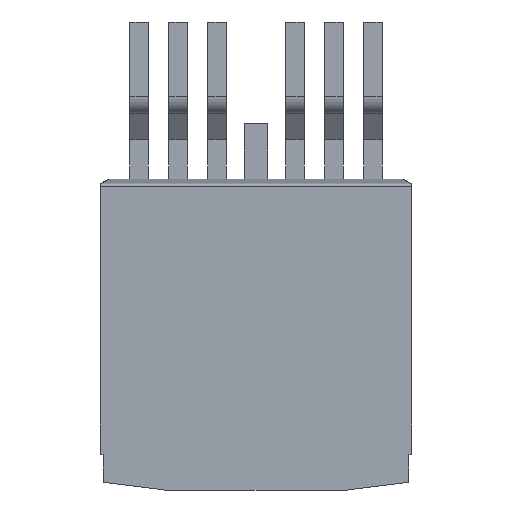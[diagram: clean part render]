
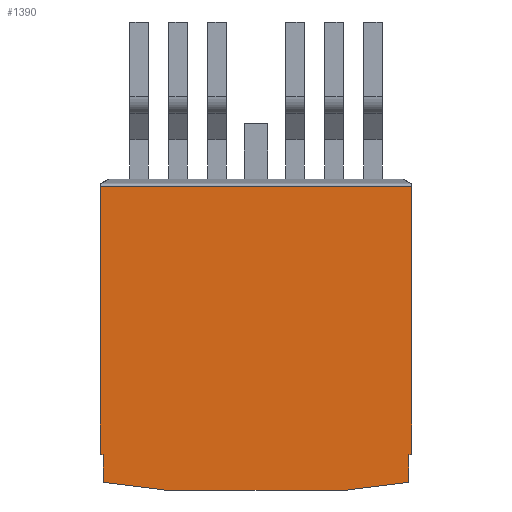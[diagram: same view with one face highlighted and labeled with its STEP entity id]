
A CAD part, front view. The second image highlights one B-rep face of the part: STEP entity #1390.
In plain terms, the highlighted planar face has unit normal (0, -1, 0).
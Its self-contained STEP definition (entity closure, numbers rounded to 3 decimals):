
#45 = ORIENTED_EDGE ( 'NONE', *, *, #4806, .T. ) ;
#62 = DIRECTION ( 'NONE',  ( 0., 1., 0. ) ) ;
#147 = DIRECTION ( 'NONE',  ( 0., 0., -1. ) ) ;
#181 = EDGE_CURVE ( 'NONE', #2764, #1483, #4013, .T. ) ;
#327 = ORIENTED_EDGE ( 'NONE', *, *, #4744, .F. ) ;
#399 = ORIENTED_EDGE ( 'NONE', *, *, #4565, .F. ) ;
#440 = CARTESIAN_POINT ( 'NONE',  ( 5.08, 0.1, -8.98 ) ) ;
#445 = DIRECTION ( 'NONE',  ( -1., 0., 0. ) ) ;
#450 = ORIENTED_EDGE ( 'NONE', *, *, #3987, .T. ) ;
#482 = CARTESIAN_POINT ( 'NONE',  ( 5.019, 0.1, -8.98 ) ) ;
#491 = ORIENTED_EDGE ( 'NONE', *, *, #4030, .F. ) ;
#577 = CARTESIAN_POINT ( 'NONE',  ( -4.98, 0.1, -8.98 ) ) ;
#620 = LINE ( 'NONE', #1670, #797 ) ;
#725 = VECTOR ( 'NONE', #1528, 1000. ) ;
#734 = CARTESIAN_POINT ( 'NONE',  ( 5.08, 0.1, -8.959 ) ) ;
#736 = EDGE_CURVE ( 'NONE', #2476, #3152, #856, .T. ) ;
#797 = VECTOR ( 'NONE', #2454, 1000. ) ;
#844 = DIRECTION ( 'NONE',  ( 0., 0., 1. ) ) ;
#856 = LINE ( 'NONE', #3446, #1191 ) ;
#1030 = EDGE_CURVE ( 'NONE', #4086, #3152, #3757, .T. ) ;
#1191 = VECTOR ( 'NONE', #4579, 1000. ) ;
#1244 = CARTESIAN_POINT ( 'NONE',  ( -5.041, 0.1, -8.98 ) ) ;
#1344 = DIRECTION ( 'NONE',  ( 0., 0., 1. ) ) ;
#1390 = ADVANCED_FACE ( 'NONE', ( #2730 ), #3972, .F. ) ;
#1401 = CARTESIAN_POINT ( 'NONE',  ( -5.08, 0.1, 0. ) ) ;
#1433 = VERTEX_POINT ( 'NONE', #1621 ) ;
#1448 = EDGE_CURVE ( 'NONE', #2979, #1433, #2716, .T. ) ;
#1481 = VECTOR ( 'NONE', #445, 1000. ) ;
#1483 = VERTEX_POINT ( 'NONE', #4010 ) ;
#1528 = DIRECTION ( 'NONE',  ( -1., 0., 0. ) ) ;
#1621 = CARTESIAN_POINT ( 'NONE',  ( -5.019, 0.1, -8.98 ) ) ;
#1670 = CARTESIAN_POINT ( 'NONE',  ( 4.98, 0.1, -9.88 ) ) ;
#1703 = DIRECTION ( 'NONE',  ( -1., 0., 0. ) ) ;
#1725 = CARTESIAN_POINT ( 'NONE',  ( 5.08, 0.1, -8.959 ) ) ;
#1812 = ORIENTED_EDGE ( 'NONE', *, *, #1448, .T. ) ;
#1872 = AXIS2_PLACEMENT_3D ( 'NONE', #3647, #62, #844 ) ;
#1969 = ORIENTED_EDGE ( 'NONE', *, *, #2531, .F. ) ;
#1983 = CARTESIAN_POINT ( 'NONE',  ( -4.98, 0.1, -9.88 ) ) ;
#2001 = VECTOR ( 'NONE', #2415, 1000. ) ;
#2034 = CARTESIAN_POINT ( 'NONE',  ( -5.062, 0.1, -8.973 ) ) ;
#2070 = CARTESIAN_POINT ( 'NONE',  ( 4.98, 0.1, -9.88 ) ) ;
#2120 = CARTESIAN_POINT ( 'NONE',  ( -5.08, 0.1, -0.239 ) ) ;
#2126 = EDGE_LOOP ( 'NONE', ( #45, #1812, #327, #3910, #399, #491, #3976, #2575, #1969, #2571, #3038, #450 ) ) ;
#2151 = LINE ( 'NONE', #2348, #1481 ) ;
#2207 = CARTESIAN_POINT ( 'NONE',  ( 5.08, 0.1, -8.98 ) ) ;
#2348 = CARTESIAN_POINT ( 'NONE',  ( -2.98, 0.1, -10.13 ) ) ;
#2415 = DIRECTION ( 'NONE',  ( 0., 0., -1. ) ) ;
#2440 = CARTESIAN_POINT ( 'NONE',  ( -5.08, 0.1, -8.959 ) ) ;
#2454 = DIRECTION ( 'NONE',  ( -0.992, 0., -0.124 ) ) ;
#2468 = CARTESIAN_POINT ( 'NONE',  ( -5.019, 0.1, -8.98 ) ) ;
#2476 = VERTEX_POINT ( 'NONE', #2767 ) ;
#2505 = LINE ( 'NONE', #440, #4814 ) ;
#2513 = LINE ( 'NONE', #3933, #3964 ) ;
#2531 = EDGE_CURVE ( 'NONE', #4086, #2878, #4931, .T. ) ;
#2571 = ORIENTED_EDGE ( 'NONE', *, *, #1030, .T. ) ;
#2575 = ORIENTED_EDGE ( 'NONE', *, *, #2793, .F. ) ;
#2716 =( BOUNDED_CURVE ( )  B_SPLINE_CURVE ( 3, ( #2440, #2034, #1244, #2468 ),
 .UNSPECIFIED., .F., .F. ) 
 B_SPLINE_CURVE_WITH_KNOTS ( ( 4, 4 ),
 ( 0.912, 1.571 ),
 .UNSPECIFIED. ) 
 CURVE ( )  GEOMETRIC_REPRESENTATION_ITEM ( )  RATIONAL_B_SPLINE_CURVE ( ( 1., 0.964, 0.964, 1. ) ) 
 REPRESENTATION_ITEM ( '' )  );
#2730 = FACE_OUTER_BOUND ( 'NONE', #2126, .T. ) ;
#2764 = VERTEX_POINT ( 'NONE', #1983 ) ;
#2767 = CARTESIAN_POINT ( 'NONE',  ( 5.08, 0.1, -0.239 ) ) ;
#2793 = EDGE_CURVE ( 'NONE', #2878, #3526, #3888, .T. ) ;
#2878 = VERTEX_POINT ( 'NONE', #2891 ) ;
#2891 = CARTESIAN_POINT ( 'NONE',  ( 4.98, 0.1, -8.98 ) ) ;
#2893 = CARTESIAN_POINT ( 'NONE',  ( 5.019, 0.1, -8.98 ) ) ;
#2935 = VERTEX_POINT ( 'NONE', #3402 ) ;
#2979 = VERTEX_POINT ( 'NONE', #3384 ) ;
#2982 = VECTOR ( 'NONE', #1344, 1000. ) ;
#3038 = ORIENTED_EDGE ( 'NONE', *, *, #736, .F. ) ;
#3152 = VERTEX_POINT ( 'NONE', #734 ) ;
#3170 = VECTOR ( 'NONE', #147, 1000. ) ;
#3384 = CARTESIAN_POINT ( 'NONE',  ( -5.08, 0.1, -8.959 ) ) ;
#3402 = CARTESIAN_POINT ( 'NONE',  ( -2.98, 0.1, -10.13 ) ) ;
#3446 = CARTESIAN_POINT ( 'NONE',  ( 5.08, 0.1, 0. ) ) ;
#3473 = EDGE_CURVE ( 'NONE', #3526, #3538, #620, .T. ) ;
#3526 = VERTEX_POINT ( 'NONE', #2070 ) ;
#3538 = VERTEX_POINT ( 'NONE', #4368 ) ;
#3628 = VERTEX_POINT ( 'NONE', #2120 ) ;
#3647 = CARTESIAN_POINT ( 'NONE',  ( 5.08, 0.1, 0. ) ) ;
#3752 = DIRECTION ( 'NONE',  ( -1., 0., 0. ) ) ;
#3757 =( BOUNDED_CURVE ( )  B_SPLINE_CURVE ( 3, ( #2893, #4015, #4060, #1725 ),
 .UNSPECIFIED., .F., .F. ) 
 B_SPLINE_CURVE_WITH_KNOTS ( ( 4, 4 ),
 ( 4.712, 5.371 ),
 .UNSPECIFIED. ) 
 CURVE ( )  GEOMETRIC_REPRESENTATION_ITEM ( )  RATIONAL_B_SPLINE_CURVE ( ( 1., 0.964, 0.964, 1. ) ) 
 REPRESENTATION_ITEM ( '' )  );
#3812 = LINE ( 'NONE', #3838, #725 ) ;
#3838 = CARTESIAN_POINT ( 'NONE',  ( -5.08, 0.1, -0.239 ) ) ;
#3888 = LINE ( 'NONE', #4387, #2001 ) ;
#3892 = VECTOR ( 'NONE', #3752, 1000. ) ;
#3910 = ORIENTED_EDGE ( 'NONE', *, *, #181, .F. ) ;
#3933 = CARTESIAN_POINT ( 'NONE',  ( -4.98, 0.1, -9.88 ) ) ;
#3964 = VECTOR ( 'NONE', #5109, 1000. ) ;
#3972 = PLANE ( 'NONE',  #1872 ) ;
#3976 = ORIENTED_EDGE ( 'NONE', *, *, #3473, .F. ) ;
#3987 = EDGE_CURVE ( 'NONE', #2476, #3628, #3812, .T. ) ;
#4010 = CARTESIAN_POINT ( 'NONE',  ( -4.98, 0.1, -8.98 ) ) ;
#4013 = LINE ( 'NONE', #577, #2982 ) ;
#4015 = CARTESIAN_POINT ( 'NONE',  ( 5.041, 0.1, -8.98 ) ) ;
#4030 = EDGE_CURVE ( 'NONE', #3538, #2935, #2151, .T. ) ;
#4060 = CARTESIAN_POINT ( 'NONE',  ( 5.062, 0.1, -8.973 ) ) ;
#4086 = VERTEX_POINT ( 'NONE', #482 ) ;
#4368 = CARTESIAN_POINT ( 'NONE',  ( 2.98, 0.1, -10.13 ) ) ;
#4387 = CARTESIAN_POINT ( 'NONE',  ( 4.98, 0.1, -8.98 ) ) ;
#4565 = EDGE_CURVE ( 'NONE', #2935, #2764, #2513, .T. ) ;
#4579 = DIRECTION ( 'NONE',  ( 0., 0., -1. ) ) ;
#4744 = EDGE_CURVE ( 'NONE', #1483, #1433, #2505, .T. ) ;
#4762 = LINE ( 'NONE', #1401, #3170 ) ;
#4806 = EDGE_CURVE ( 'NONE', #3628, #2979, #4762, .T. ) ;
#4814 = VECTOR ( 'NONE', #1703, 1000. ) ;
#4931 = LINE ( 'NONE', #2207, #3892 ) ;
#5109 = DIRECTION ( 'NONE',  ( -0.992, 0., 0.124 ) ) ;
